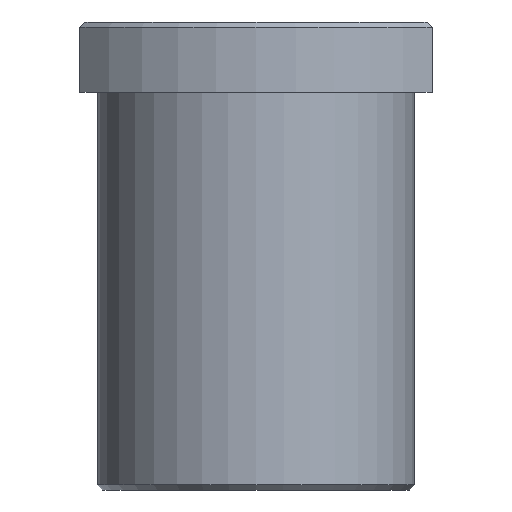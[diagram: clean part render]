
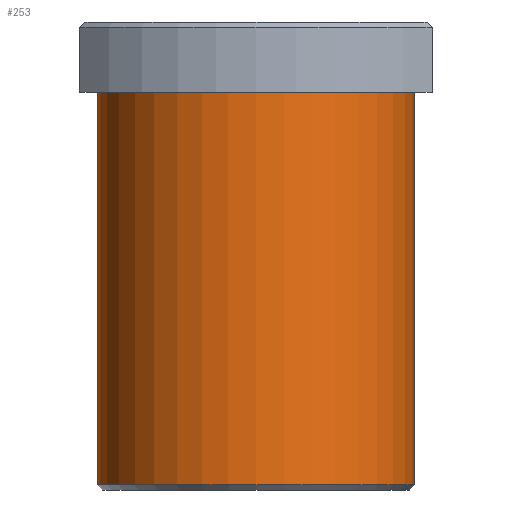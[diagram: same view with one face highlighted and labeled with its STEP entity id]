
A CAD part, front view. The second image highlights one B-rep face of the part: STEP entity #253.
In plain terms, the highlighted cylindrical face has radius 31.5 mm (diameter 63 mm), a full revolution.
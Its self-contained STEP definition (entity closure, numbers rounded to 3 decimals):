
#197=CYLINDRICAL_SURFACE('',#2585,31.5);
#211=CIRCLE('',#2583,31.5);
#212=CIRCLE('',#2584,31.5);
#253=ADVANCED_FACE('',(#662,#663),#197,.T.);
#662=FACE_BOUND('',#767,.T.);
#663=FACE_BOUND('',#768,.T.);
#767=EDGE_LOOP('',(#1047));
#768=EDGE_LOOP('',(#1048));
#1047=ORIENTED_EDGE('',*,*,#1955,.T.);
#1048=ORIENTED_EDGE('',*,*,#1956,.T.);
#1719=VERTEX_POINT('',#3652);
#1720=VERTEX_POINT('',#3654);
#1955=EDGE_CURVE('',#1719,#1719,#211,.T.);
#1956=EDGE_CURVE('',#1720,#1720,#212,.T.);
#2583=AXIS2_PLACEMENT_3D('',#3651,#2814,#2815);
#2584=AXIS2_PLACEMENT_3D('',#3653,#2816,#2817);
#2585=AXIS2_PLACEMENT_3D('',#3655,#2818,#2819);
#2814=DIRECTION('',(0.,0.,1.));
#2815=DIRECTION('',(1.,0.,0.));
#2816=DIRECTION('',(0.,0.,-1.));
#2817=DIRECTION('',(1.,0.,0.));
#2818=DIRECTION('',(0.,0.,-1.));
#2819=DIRECTION('',(-1.,0.,0.));
#3651=CARTESIAN_POINT('',(0.,0.,-92.));
#3652=CARTESIAN_POINT('',(31.5,0.,-92.));
#3653=CARTESIAN_POINT('',(0.,0.,-14.));
#3654=CARTESIAN_POINT('',(31.5,0.,-14.));
#3655=CARTESIAN_POINT('',(0.,0.,0.));
